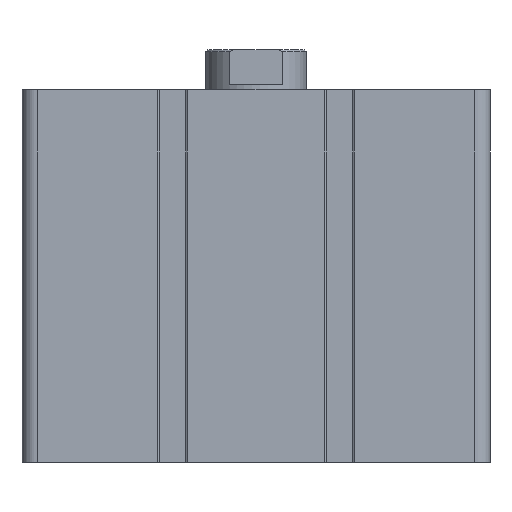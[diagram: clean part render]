
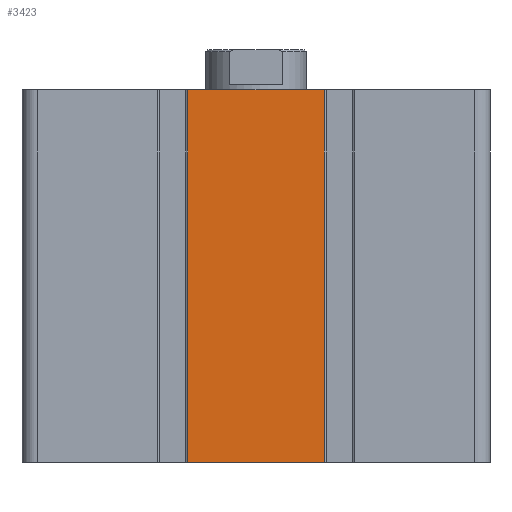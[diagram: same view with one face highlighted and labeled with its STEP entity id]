
A CAD part, front view. The second image highlights one B-rep face of the part: STEP entity #3423.
In plain terms, the highlighted planar face has unit normal (0, -1, 0).
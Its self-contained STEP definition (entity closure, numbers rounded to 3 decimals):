
#86=LINE('',#5317,#362);
#87=LINE('',#5319,#363);
#88=LINE('',#5321,#364);
#89=LINE('',#5323,#365);
#362=VECTOR('',#4194,1000.);
#363=VECTOR('',#4197,1000.);
#364=VECTOR('',#4198,1000.);
#365=VECTOR('',#4199,1000.);
#611=PLANE('',#3684);
#778=ORIENTED_EDGE('',*,*,#1747,.F.);
#779=ORIENTED_EDGE('',*,*,#1746,.F.);
#780=ORIENTED_EDGE('',*,*,#1748,.T.);
#781=ORIENTED_EDGE('',*,*,#1749,.T.);
#1746=EDGE_CURVE('',#2222,#2221,#86,.T.);
#1747=EDGE_CURVE('',#2221,#2223,#87,.T.);
#1748=EDGE_CURVE('',#2222,#2224,#88,.T.);
#1749=EDGE_CURVE('',#2224,#2223,#89,.T.);
#2221=VERTEX_POINT('',#5314);
#2222=VERTEX_POINT('',#5316);
#2223=VERTEX_POINT('',#5320);
#2224=VERTEX_POINT('',#5322);
#2768=EDGE_LOOP('',(#778,#779,#780,#781));
#3048=FACE_BOUND('',#2768,.T.);
#3423=ADVANCED_FACE('',(#3048),#611,.T.);
#3684=AXIS2_PLACEMENT_3D('',#5318,#4195,#4196);
#4194=DIRECTION('',(0.,0.,1.));
#4195=DIRECTION('',(0.,-1.,0.));
#4196=DIRECTION('',(0.,0.,-1.));
#4197=DIRECTION('',(1.,0.,0.));
#4198=DIRECTION('',(1.,0.,0.));
#4199=DIRECTION('',(0.,0.,1.));
#5314=CARTESIAN_POINT('',(-13.6,-46.5,0.));
#5316=CARTESIAN_POINT('',(-13.6,-46.5,-74.));
#5317=CARTESIAN_POINT('',(-13.6,-46.5,-74.));
#5318=CARTESIAN_POINT('',(-13.6,-46.5,-74.));
#5319=CARTESIAN_POINT('',(-13.6,-46.5,0.));
#5320=CARTESIAN_POINT('',(13.6,-46.5,0.));
#5321=CARTESIAN_POINT('',(-13.6,-46.5,-74.));
#5322=CARTESIAN_POINT('',(13.6,-46.5,-74.));
#5323=CARTESIAN_POINT('',(13.6,-46.5,-74.));
